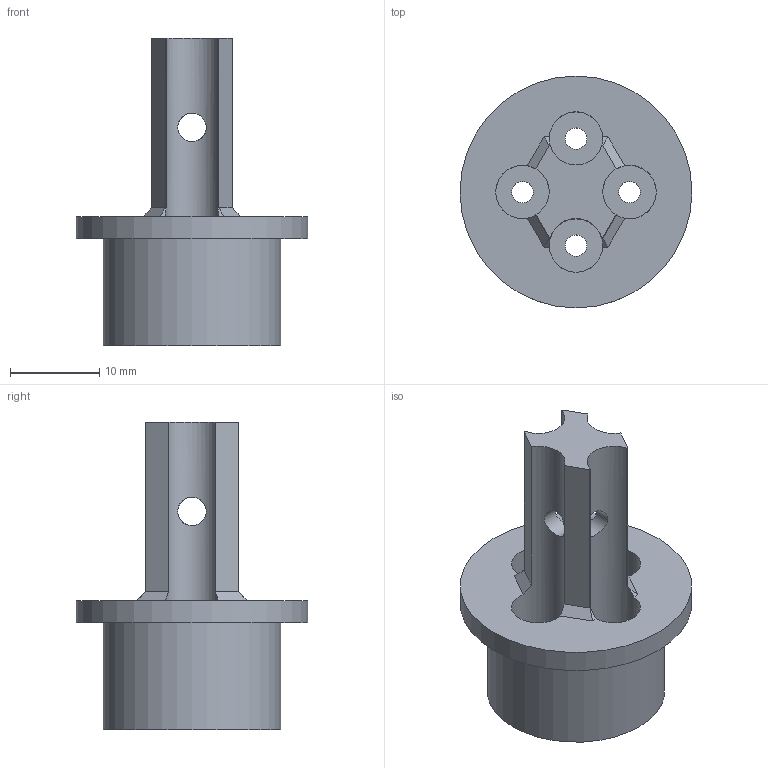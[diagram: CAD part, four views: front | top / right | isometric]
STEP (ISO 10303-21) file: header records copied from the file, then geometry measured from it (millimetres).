
FILE_DESCRIPTION(('HOOPS Exchange Step'),'2;1');
FILE_NAME('temp_export','2025-01-14T13:16:24+10:00',('mobile'),('Shapr3D Limited'),'HOOPS Exchange 2024.6','Shapr3D','Authorized');
FILE_SCHEMA( ('AP242_MANAGED_MODEL_BASED_3D_ENGINEERING_MIM_LF {1 0 10303 442 1 1 4 }') );
Length unit declared in the file: millimetre
Products named in the file (1): root
Bounding box: 26 x 26 x 34.5 mm (x, y, z)
Volume: 4733.5 mm3; surface area: 3849.4 mm2
Topology: 1 solids, 1 shells, 53 faces, 159 edges, 109 vertices
Faces by surface type: plane 28, cylinder 14, bspline 11
Full cylindrical faces by diameter (mm): 2.4 x4, 3.2 x4, 6 x4, 19.9 x1, 26 x1
Entity records: 2977 total; most frequent: CARTESIAN_POINT 1504, ORIENTED_EDGE 318, DIRECTION 276, EDGE_CURVE 159, VERTEX_POINT 109, AXIS2_PLACEMENT_3D 102, VECTOR 72, LINE 72
